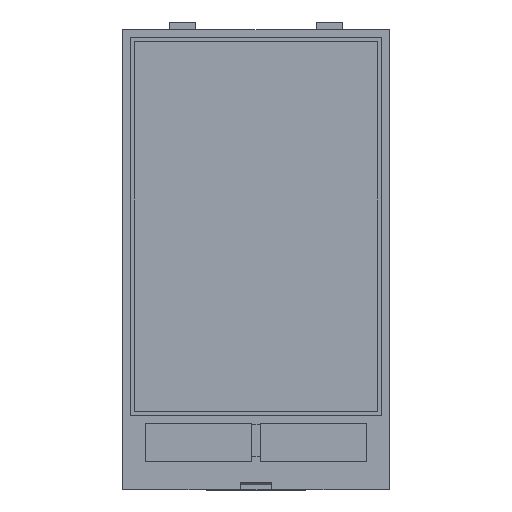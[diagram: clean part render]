
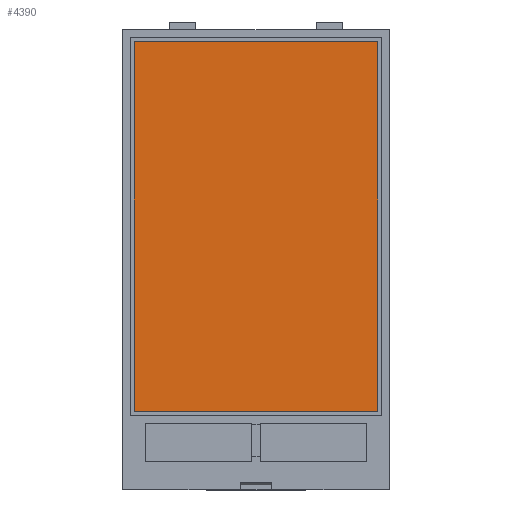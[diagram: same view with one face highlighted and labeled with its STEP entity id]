
A CAD part, top view. The second image highlights one B-rep face of the part: STEP entity #4390.
In plain terms, the highlighted planar face has unit normal (0, 0, 1).
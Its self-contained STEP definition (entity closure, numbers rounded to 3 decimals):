
#4000=CARTESIAN_POINT('',(25.2,48.95,37.05));
#4010=DIRECTION('',(0.,0.,1.));
#4020=DIRECTION('',(1.,0.,0.));
#4030=AXIS2_PLACEMENT_3D('',#4000,#4010,#4020);
#4040=PLANE('',#4030);
#4050=CARTESIAN_POINT('',(2.08,0.,37.05));
#4060=DIRECTION('',(0.,1.,0.));
#4070=VECTOR('',#4060,1.);
#4080=LINE('',#4050,#4070);
#4090=CARTESIAN_POINT('',(2.08,20.1,37.05));
#4100=VERTEX_POINT('',#4090);
#4110=CARTESIAN_POINT('',(2.08,90.47,37.05));
#4120=VERTEX_POINT('',#4110);
#4130=EDGE_CURVE('',#4100,#4120,#4080,.T.);
#4140=ORIENTED_EDGE('',*,*,#4130,.F.);
#4150=CARTESIAN_POINT('',(0.,90.47,37.05));
#4160=DIRECTION('',(1.,0.,0.));
#4170=VECTOR('',#4160,1.);
#4180=LINE('',#4150,#4170);
#4190=CARTESIAN_POINT('',(48.32,90.47,37.05));
#4200=VERTEX_POINT('',#4190);
#4210=EDGE_CURVE('',#4120,#4200,#4180,.T.);
#4220=ORIENTED_EDGE('',*,*,#4210,.F.);
#4230=CARTESIAN_POINT('',(48.32,0.,37.05));
#4240=DIRECTION('',(0.,-1.,0.));
#4250=VECTOR('',#4240,1.);
#4260=LINE('',#4230,#4250);
#4270=CARTESIAN_POINT('',(48.32,20.1,37.05));
#4280=VERTEX_POINT('',#4270);
#4290=EDGE_CURVE('',#4200,#4280,#4260,.T.);
#4300=ORIENTED_EDGE('',*,*,#4290,.F.);
#4310=CARTESIAN_POINT('',(0.,20.1,37.05));
#4320=DIRECTION('',(-1.,0.,0.));
#4330=VECTOR('',#4320,1.);
#4340=LINE('',#4310,#4330);
#4350=EDGE_CURVE('',#4280,#4100,#4340,.T.);
#4360=ORIENTED_EDGE('',*,*,#4350,.F.);
#4370=EDGE_LOOP('',(#4360,#4300,#4220,#4140));
#4380=FACE_OUTER_BOUND('',#4370,.T.);
#4390=ADVANCED_FACE('',(#4380),#4040,.T.);
